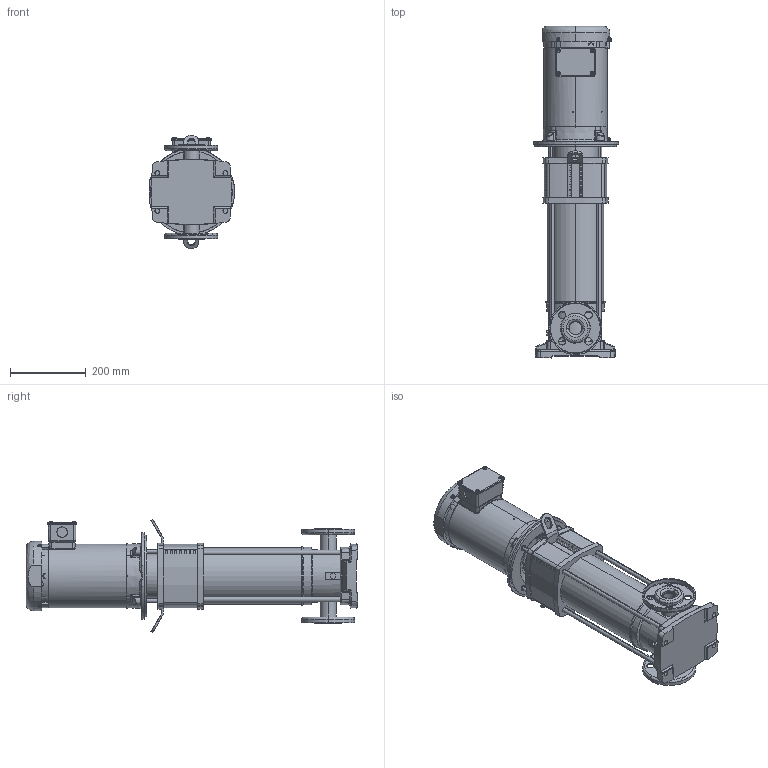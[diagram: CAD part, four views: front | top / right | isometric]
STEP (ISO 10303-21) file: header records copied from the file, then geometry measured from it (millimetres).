
FILE_DESCRIPTION (( 'STEP AP203' ), '1' );
FILE_NAME ('HELIX V20-08_208-230-460V.STEP', '2017-10-26T21:39:50', ( '' ), ( '' ), 'SwSTEP 2.0', 'SolidWorks 2017', '' );
FILE_SCHEMA (( 'CONFIG_CONTROL_DESIGN' ));
Length unit declared in the file: inch
Products named in the file (1): HELIX V20-08_208-230-460V
Bounding box: 225.5 x 877.16 x 300 mm (x, y, z)
Volume: 17101350.2 mm3; surface area: 1094868.4 mm2
Topology: 1 solids, 5 shells, 2111 faces, 5576 edges, 3604 vertices
Faces by surface type: plane 957, cylinder 681, bspline 349, cone 121, sphere 2, torus 1
Entity records: 95180 total; most frequent: CARTESIAN_POINT 47966, ORIENTED_EDGE 11112, DIRECTION 7651, EDGE_CURVE 5556, VERTEX_POINT 3604, AXIS2_PLACEMENT_3D 2590, LINE 2471, VECTOR 2471
